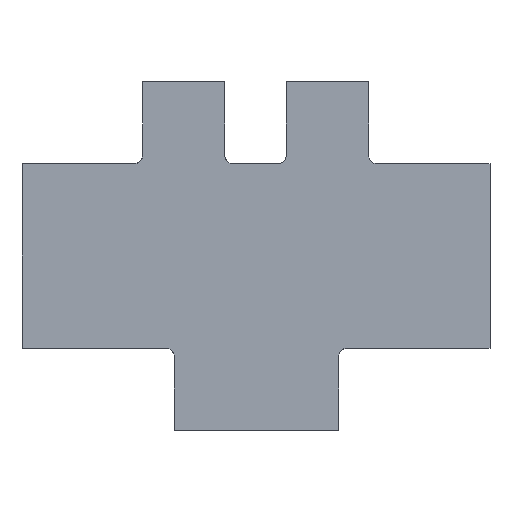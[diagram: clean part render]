
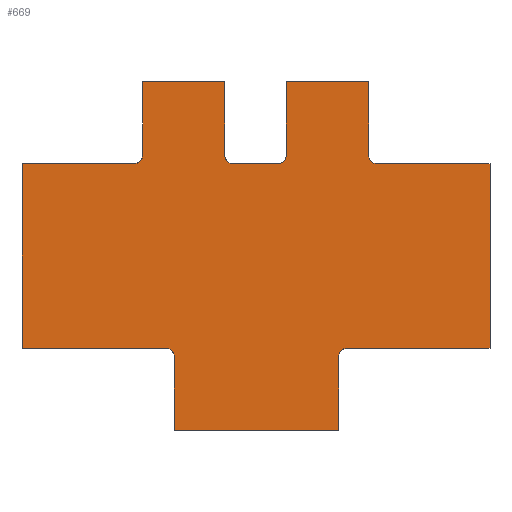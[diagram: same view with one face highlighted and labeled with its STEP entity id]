
A CAD part, front view. The second image highlights one B-rep face of the part: STEP entity #669.
In plain terms, the highlighted planar face has unit normal (0, -1, 0).
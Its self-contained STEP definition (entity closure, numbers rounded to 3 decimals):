
#40=PLANE('',#739);
#41=CIRCLE('',#688,2.);
#42=CIRCLE('',#690,2.);
#43=CIRCLE('',#698,2.);
#44=CIRCLE('',#700,2.);
#49=CIRCLE('',#712,2.);
#50=CIRCLE('',#714,2.);
#90=FACE_OUTER_BOUND('',#129,.T.);
#129=EDGE_LOOP('',(#599,#600,#601,#602,#603,#604,#605,#606,#607,#608,#609,
#610,#611,#612,#613,#614,#615,#616,#617,#618,#619,#620));
#144=LINE('',#954,#217);
#147=LINE('',#961,#220);
#155=LINE('',#986,#228);
#163=LINE('',#1006,#236);
#167=LINE('',#1013,#240);
#179=LINE('',#1053,#252);
#184=LINE('',#1063,#257);
#185=LINE('',#1066,#258);
#187=LINE('',#1069,#260);
#192=LINE('',#1079,#265);
#193=LINE('',#1082,#266);
#195=LINE('',#1085,#268);
#203=LINE('',#1107,#276);
#205=LINE('',#1110,#278);
#207=LINE('',#1113,#280);
#208=LINE('',#1115,#281);
#217=VECTOR('',#766,10.);
#220=VECTOR('',#773,10.);
#228=VECTOR('',#797,10.);
#236=VECTOR('',#809,10.);
#240=VECTOR('',#813,10.);
#252=VECTOR('',#857,10.);
#257=VECTOR('',#866,10.);
#258=VECTOR('',#869,10.);
#260=VECTOR('',#873,10.);
#265=VECTOR('',#882,10.);
#266=VECTOR('',#885,10.);
#268=VECTOR('',#889,10.);
#276=VECTOR('',#915,10.);
#278=VECTOR('',#919,10.);
#280=VECTOR('',#921,10.);
#281=VECTOR('',#924,10.);
#286=VERTEX_POINT('',#938);
#287=VERTEX_POINT('',#940);
#288=VERTEX_POINT('',#944);
#289=VERTEX_POINT('',#946);
#291=VERTEX_POINT('',#952);
#293=VERTEX_POINT('',#960);
#298=VERTEX_POINT('',#973);
#299=VERTEX_POINT('',#975);
#300=VERTEX_POINT('',#979);
#301=VERTEX_POINT('',#981);
#302=VERTEX_POINT('',#985);
#311=VERTEX_POINT('',#1003);
#312=VERTEX_POINT('',#1005);
#315=VERTEX_POINT('',#1011);
#322=VERTEX_POINT('',#1033);
#323=VERTEX_POINT('',#1037);
#330=VERTEX_POINT('',#1061);
#331=VERTEX_POINT('',#1065);
#334=VERTEX_POINT('',#1077);
#335=VERTEX_POINT('',#1081);
#340=VERTEX_POINT('',#1106);
#341=VERTEX_POINT('',#1111);
#347=EDGE_CURVE('',#286,#287,#41,.T.);
#350=EDGE_CURVE('',#288,#289,#42,.T.);
#354=EDGE_CURVE('',#286,#291,#144,.T.);
#357=EDGE_CURVE('',#289,#293,#147,.T.);
#364=EDGE_CURVE('',#298,#299,#43,.T.);
#367=EDGE_CURVE('',#300,#301,#44,.T.);
#369=EDGE_CURVE('',#302,#301,#155,.T.);
#379=EDGE_CURVE('',#312,#311,#163,.T.);
#383=EDGE_CURVE('',#298,#315,#167,.T.);
#393=EDGE_CURVE('',#312,#322,#49,.T.);
#396=EDGE_CURVE('',#323,#315,#50,.T.);
#403=EDGE_CURVE('',#293,#291,#179,.T.);
#408=EDGE_CURVE('',#300,#330,#184,.T.);
#409=EDGE_CURVE('',#299,#331,#185,.T.);
#411=EDGE_CURVE('',#331,#330,#187,.T.);
#416=EDGE_CURVE('',#323,#334,#192,.T.);
#417=EDGE_CURVE('',#322,#335,#193,.T.);
#419=EDGE_CURVE('',#335,#334,#195,.T.);
#429=EDGE_CURVE('',#311,#340,#203,.T.);
#431=EDGE_CURVE('',#340,#287,#205,.T.);
#433=EDGE_CURVE('',#288,#341,#207,.T.);
#434=EDGE_CURVE('',#341,#302,#208,.T.);
#599=ORIENTED_EDGE('',*,*,#369,.T.);
#600=ORIENTED_EDGE('',*,*,#367,.F.);
#601=ORIENTED_EDGE('',*,*,#408,.T.);
#602=ORIENTED_EDGE('',*,*,#411,.F.);
#603=ORIENTED_EDGE('',*,*,#409,.F.);
#604=ORIENTED_EDGE('',*,*,#364,.F.);
#605=ORIENTED_EDGE('',*,*,#383,.T.);
#606=ORIENTED_EDGE('',*,*,#396,.F.);
#607=ORIENTED_EDGE('',*,*,#416,.T.);
#608=ORIENTED_EDGE('',*,*,#419,.F.);
#609=ORIENTED_EDGE('',*,*,#417,.F.);
#610=ORIENTED_EDGE('',*,*,#393,.F.);
#611=ORIENTED_EDGE('',*,*,#379,.T.);
#612=ORIENTED_EDGE('',*,*,#429,.T.);
#613=ORIENTED_EDGE('',*,*,#431,.T.);
#614=ORIENTED_EDGE('',*,*,#347,.F.);
#615=ORIENTED_EDGE('',*,*,#354,.T.);
#616=ORIENTED_EDGE('',*,*,#403,.F.);
#617=ORIENTED_EDGE('',*,*,#357,.F.);
#618=ORIENTED_EDGE('',*,*,#350,.F.);
#619=ORIENTED_EDGE('',*,*,#433,.T.);
#620=ORIENTED_EDGE('',*,*,#434,.T.);
#669=ADVANCED_FACE('',(#90),#40,.F.);
#688=AXIS2_PLACEMENT_3D('',#941,#753,#754);
#690=AXIS2_PLACEMENT_3D('',#947,#759,#760);
#698=AXIS2_PLACEMENT_3D('',#976,#786,#787);
#700=AXIS2_PLACEMENT_3D('',#982,#792,#793);
#712=AXIS2_PLACEMENT_3D('',#1034,#835,#836);
#714=AXIS2_PLACEMENT_3D('',#1039,#841,#842);
#739=AXIS2_PLACEMENT_3D('',#1116,#925,#926);
#753=DIRECTION('center_axis',(0.,-1.,0.));
#754=DIRECTION('ref_axis',(0.707,0.,0.707));
#759=DIRECTION('center_axis',(0.,-1.,0.));
#760=DIRECTION('ref_axis',(-0.707,0.,0.707));
#766=DIRECTION('',(0.,0.,-1.));
#773=DIRECTION('',(0.,0.,-1.));
#786=DIRECTION('center_axis',(0.,-1.,0.));
#787=DIRECTION('ref_axis',(0.707,0.,-0.707));
#792=DIRECTION('center_axis',(0.,-1.,0.));
#793=DIRECTION('ref_axis',(-0.707,0.,-0.707));
#797=DIRECTION('',(-1.,0.,0.));
#809=DIRECTION('',(-1.,0.,0.));
#813=DIRECTION('',(-1.,0.,0.));
#835=DIRECTION('center_axis',(0.,-1.,0.));
#836=DIRECTION('ref_axis',(0.707,0.,-0.707));
#841=DIRECTION('center_axis',(0.,-1.,0.));
#842=DIRECTION('ref_axis',(-0.707,0.,-0.707));
#857=DIRECTION('',(-1.,0.,0.));
#866=DIRECTION('',(0.,0.,1.));
#869=DIRECTION('',(0.,0.,1.));
#873=DIRECTION('',(1.,0.,0.));
#882=DIRECTION('',(0.,0.,1.));
#885=DIRECTION('',(0.,0.,1.));
#889=DIRECTION('',(1.,0.,0.));
#915=DIRECTION('',(0.,0.,-1.));
#919=DIRECTION('',(1.,0.,0.));
#921=DIRECTION('',(1.,0.,0.));
#924=DIRECTION('',(0.,0.,1.));
#925=DIRECTION('center_axis',(0.,1.,0.));
#926=DIRECTION('ref_axis',(1.,0.,0.));
#938=CARTESIAN_POINT('',(37.085,0.,-2.));
#940=CARTESIAN_POINT('',(35.085,0.,0.));
#941=CARTESIAN_POINT('Origin',(35.085,0.,-2.));
#944=CARTESIAN_POINT('',(79.085,0.,0.));
#946=CARTESIAN_POINT('',(77.085,0.,-2.));
#947=CARTESIAN_POINT('Origin',(79.085,0.,-2.));
#952=CARTESIAN_POINT('',(37.085,0.,-20.));
#954=CARTESIAN_POINT('',(37.085,0.,0.));
#960=CARTESIAN_POINT('',(77.085,0.,-20.));
#961=CARTESIAN_POINT('',(77.085,0.,0.));
#973=CARTESIAN_POINT('',(62.38,0.,45.));
#975=CARTESIAN_POINT('',(64.38,0.,47.));
#976=CARTESIAN_POINT('Origin',(62.38,0.,47.));
#979=CARTESIAN_POINT('',(84.38,0.,47.));
#981=CARTESIAN_POINT('',(86.38,0.,45.));
#982=CARTESIAN_POINT('Origin',(86.38,0.,47.));
#985=CARTESIAN_POINT('',(113.965,0.,45.));
#986=CARTESIAN_POINT('',(113.965,0.,45.));
#1003=CARTESIAN_POINT('',(0.,0.,45.));
#1005=CARTESIAN_POINT('',(27.38,0.,45.));
#1006=CARTESIAN_POINT('',(113.965,0.,45.));
#1011=CARTESIAN_POINT('',(51.38,0.,45.));
#1013=CARTESIAN_POINT('',(113.965,0.,45.));
#1033=CARTESIAN_POINT('',(29.38,0.,47.));
#1034=CARTESIAN_POINT('Origin',(27.38,0.,47.));
#1037=CARTESIAN_POINT('',(49.38,0.,47.));
#1039=CARTESIAN_POINT('Origin',(51.38,0.,47.));
#1053=CARTESIAN_POINT('',(77.085,0.,-20.));
#1061=CARTESIAN_POINT('',(84.38,0.,65.));
#1063=CARTESIAN_POINT('',(84.38,0.,45.));
#1065=CARTESIAN_POINT('',(64.38,0.,65.));
#1066=CARTESIAN_POINT('',(64.38,0.,45.));
#1069=CARTESIAN_POINT('',(64.38,0.,65.));
#1077=CARTESIAN_POINT('',(49.38,0.,65.));
#1079=CARTESIAN_POINT('',(49.38,0.,45.));
#1081=CARTESIAN_POINT('',(29.38,0.,65.));
#1082=CARTESIAN_POINT('',(29.38,0.,45.));
#1085=CARTESIAN_POINT('',(29.38,0.,65.));
#1106=CARTESIAN_POINT('',(0.,0.,0.));
#1107=CARTESIAN_POINT('',(0.,0.,45.));
#1110=CARTESIAN_POINT('',(0.,0.,0.));
#1111=CARTESIAN_POINT('',(113.965,0.,0.));
#1113=CARTESIAN_POINT('',(0.,0.,0.));
#1115=CARTESIAN_POINT('',(113.965,0.,0.));
#1116=CARTESIAN_POINT('Origin',(56.983,0.,22.5));
